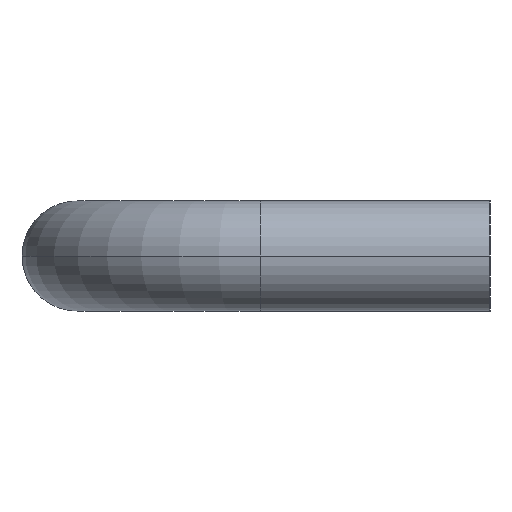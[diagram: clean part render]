
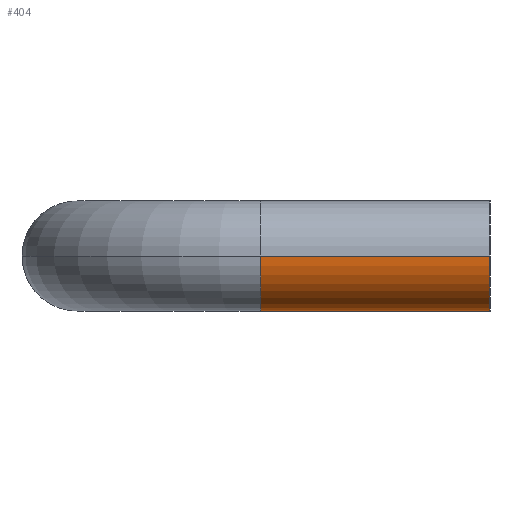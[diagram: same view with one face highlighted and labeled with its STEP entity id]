
A CAD part, left-side view. The second image highlights one B-rep face of the part: STEP entity #404.
In plain terms, the highlighted cylindrical face has radius 6 mm (diameter 12 mm), a partial arc.
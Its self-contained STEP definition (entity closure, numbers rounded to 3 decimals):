
#192=VERTEX_POINT('',#501);
#232=VERTEX_POINT('',#548);
#296=EDGE_CURVE('',#342,#398,#620,.T.);
#342=VERTEX_POINT('',#673);
#348=EDGE_CURVE('',#232,#342,#679,.T.);
#372=EDGE_CURVE('',#192,#232,#709,.T.);
#398=VERTEX_POINT('',#736);
#404=ADVANCED_FACE('',(#742),#743,.T.);
#418=EDGE_CURVE('',#398,#192,#760,.T.);
#501=CARTESIAN_POINT('',(6.0,25.0,0.0));
#548=CARTESIAN_POINT('',(-6.0,25.0,0.));
#620=CIRCLE('',#1002,6.0);
#673=CARTESIAN_POINT('',(-6.0,0.0,0.));
#679=LINE('',#1078,#1079);
#709=CIRCLE('',#1112,6.0);
#736=CARTESIAN_POINT('',(6.0,0.0,0.0));
#742=FACE_OUTER_BOUND('',#1157,.T.);
#743=CYLINDRICAL_SURFACE('',#1158,6.0);
#760=LINE('',#1178,#1179);
#1002=AXIS2_PLACEMENT_3D('',#1411,#1412,#1413);
#1078=CARTESIAN_POINT('',(-6.0,12.5,0.));
#1079=VECTOR('',#1493,1.0);
#1112=AXIS2_PLACEMENT_3D('',#1547,#1548,#1549);
#1157=EDGE_LOOP('',(#1574,#1575,#1576,#1577));
#1158=AXIS2_PLACEMENT_3D('',#1578,#1579,#1580);
#1178=CARTESIAN_POINT('',(6.0,12.5,0.));
#1179=VECTOR('',#1612,1.0);
#1411=CARTESIAN_POINT('',(0.0,0.0,0.0));
#1412=DIRECTION('',(0.0,-1.0,0.0));
#1413=DIRECTION('',(1.0,0.0,0.0));
#1493=DIRECTION('',(-0.0,-1.0,-0.0));
#1547=CARTESIAN_POINT('',(0.0,25.0,0.0));
#1548=DIRECTION('',(-0.0,1.0,0.0));
#1549=DIRECTION('',(1.0,0.0,0.0));
#1574=ORIENTED_EDGE('',*,*,#418,.F.);
#1575=ORIENTED_EDGE('',*,*,#296,.F.);
#1576=ORIENTED_EDGE('',*,*,#348,.F.);
#1577=ORIENTED_EDGE('',*,*,#372,.F.);
#1578=CARTESIAN_POINT('',(0.0,12.5,0.0));
#1579=DIRECTION('',(0.0,-1.0,-0.0));
#1580=DIRECTION('',(1.0,0.0,0.0));
#1612=DIRECTION('',(0.0,1.0,0.0));
